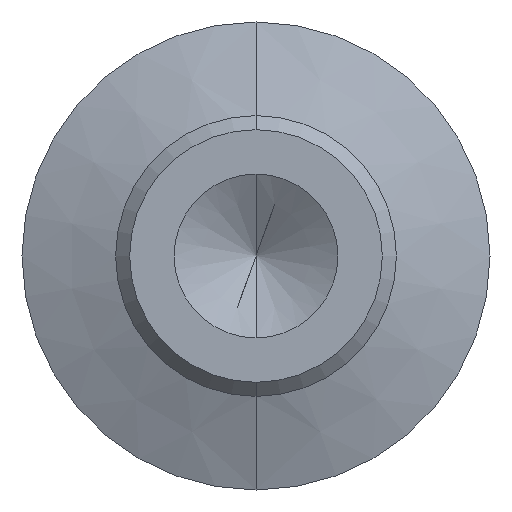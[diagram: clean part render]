
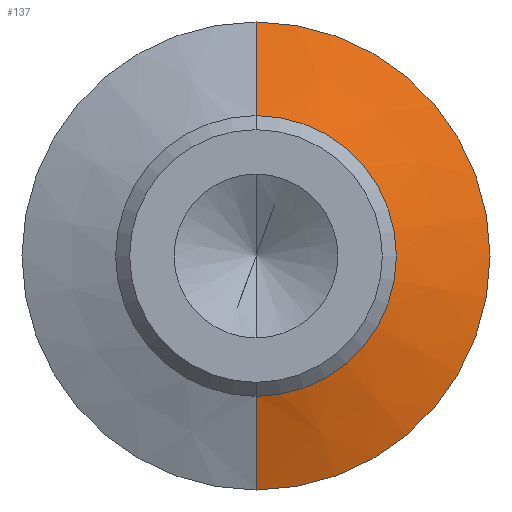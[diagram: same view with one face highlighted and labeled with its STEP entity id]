
A CAD part, front view. The second image highlights one B-rep face of the part: STEP entity #137.
In plain terms, the highlighted conical face has half-angle 70 degrees and reference radius 3 mm.
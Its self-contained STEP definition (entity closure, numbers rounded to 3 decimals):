
#18 = EDGE_CURVE ( 'NONE', #19, #66, #53, .T. ) ;
#19 = VERTEX_POINT ( 'NONE', #48 ) ;
#20 = ORIENTED_EDGE ( 'NONE', *, *, #18, .F. ) ;
#26 = EDGE_CURVE ( 'NONE', #103, #228, #163, .T. ) ;
#32 = ORIENTED_EDGE ( 'NONE', *, *, #26, .T. ) ;
#33 = EDGE_CURVE ( 'NONE', #66, #228, #133, .T. ) ;
#48 = CARTESIAN_POINT ( 'NONE',  ( 0., 18., -3. ) ) ;
#49 = DIRECTION ( 'NONE',  ( 0., 0., -1. ) ) ;
#50 = DIRECTION ( 'NONE',  ( 0., -1., 0. ) ) ;
#51 = CARTESIAN_POINT ( 'NONE',  ( 0., 18., 0. ) ) ;
#52 = AXIS2_PLACEMENT_3D ( 'NONE', #51, #50, #49 ) ;
#53 = CIRCLE ( 'NONE', #52, 3. ) ;
#66 = VERTEX_POINT ( 'NONE', #214 ) ;
#103 = VERTEX_POINT ( 'NONE', #396 ) ;
#104 = ORIENTED_EDGE ( 'NONE', *, *, #105, .T. ) ;
#105 = EDGE_CURVE ( 'NONE', #19, #103, #327, .T. ) ;
#130 = DIRECTION ( 'NONE',  ( 0., 0.342, 0.94 ) ) ;
#131 = VECTOR ( 'NONE', #130, 1000. ) ;
#132 = CARTESIAN_POINT ( 'NONE',  ( 0., 18., 3. ) ) ;
#133 = LINE ( 'NONE', #132, #131 ) ;
#137 = ADVANCED_FACE ( 'NONE', ( #288 ), #287, .T. ) ;
#159 = DIRECTION ( 'NONE',  ( 0., 0., -1. ) ) ;
#160 = DIRECTION ( 'NONE',  ( 0., -1., 0. ) ) ;
#161 = CARTESIAN_POINT ( 'NONE',  ( 0., 18.728, 0. ) ) ;
#162 = AXIS2_PLACEMENT_3D ( 'NONE', #161, #160, #159 ) ;
#163 = CIRCLE ( 'NONE', #162, 5. ) ;
#203 = EDGE_LOOP ( 'NONE', ( #20, #104, #32, #226 ) ) ;
#214 = CARTESIAN_POINT ( 'NONE',  ( 0., 18., 3. ) ) ;
#226 = ORIENTED_EDGE ( 'NONE', *, *, #33, .F. ) ;
#228 = VERTEX_POINT ( 'NONE', #403 ) ;
#286 = AXIS2_PLACEMENT_3D ( 'NONE', #377, #376, #375 ) ;
#287 = CONICAL_SURFACE ( 'NONE', #286, 3., 1.222 ) ;
#288 = FACE_OUTER_BOUND ( 'NONE', #203, .T. ) ;
#324 = DIRECTION ( 'NONE',  ( 0., 0.342, -0.94 ) ) ;
#325 = VECTOR ( 'NONE', #324, 1000. ) ;
#326 = CARTESIAN_POINT ( 'NONE',  ( 0., 18., -3. ) ) ;
#327 = LINE ( 'NONE', #326, #325 ) ;
#375 = DIRECTION ( 'NONE',  ( 0., 0., 1. ) ) ;
#376 = DIRECTION ( 'NONE',  ( 0., 1., 0. ) ) ;
#377 = CARTESIAN_POINT ( 'NONE',  ( 0., 18., 0. ) ) ;
#396 = CARTESIAN_POINT ( 'NONE',  ( 0., 18.728, -5. ) ) ;
#403 = CARTESIAN_POINT ( 'NONE',  ( 0., 18.728, 5. ) ) ;
